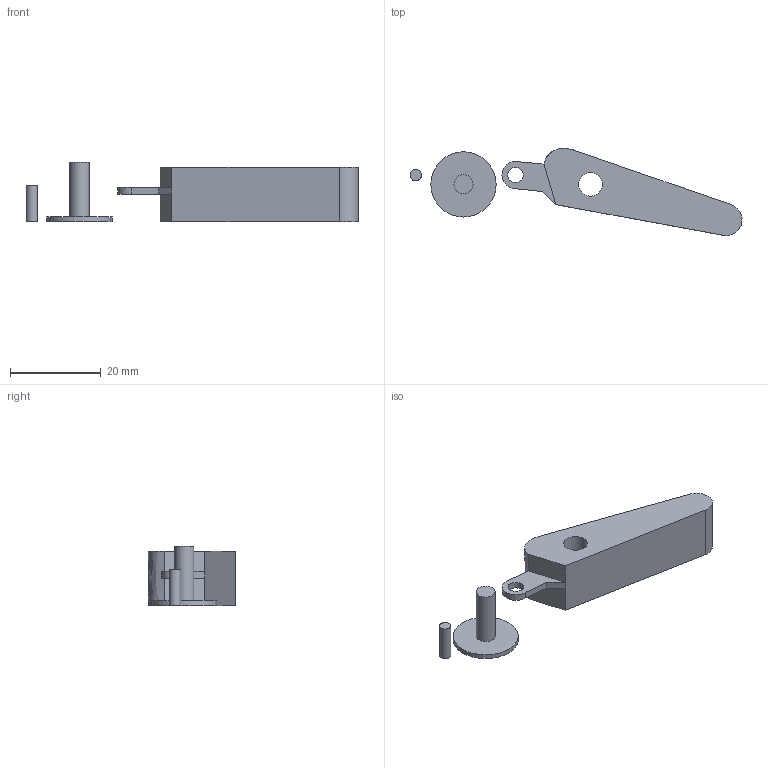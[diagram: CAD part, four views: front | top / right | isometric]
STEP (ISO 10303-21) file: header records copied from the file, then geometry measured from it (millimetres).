
FILE_DESCRIPTION(/* description */ (''),/* implementation_level */ '2;1');
FILE_NAME(/* name */ 'pinball v8.step',/* time_stamp */ '2025-08-18T13:08:10-07:00',/* author */ (''),/* organization */ (''),/* preprocessor_version */ 'ST-DEVELOPER v20.1',/* originating_system */ 'Autodesk Translation Framework v14.10.0.0',/* authorisation */ '');
FILE_SCHEMA (('AUTOMOTIVE_DESIGN { 1 0 10303 214 3 1 1 }'));
Length unit declared in the file: centimetre
Products named in the file (1): pinball
Bounding box: 73.13 x 19.22 x 13 mm (x, y, z)
Volume: 5250.7 mm3; surface area: 2969.8 mm2
Topology: 3 solids, 3 shells, 24 faces, 47 edges, 30 vertices
Faces by surface type: plane 16, cylinder 7, bspline 1
Full cylindrical faces by diameter (mm): 2.5 x1, 3.4 x1, 4.216 x1, 5.216 x1, 14.377 x1
Entity records: 679 total; most frequent: CARTESIAN_POINT 139, DIRECTION 107, ORIENTED_EDGE 94, EDGE_CURVE 47, AXIS2_PLACEMENT_3D 38, LINE 31, VECTOR 31, VERTEX_POINT 30
